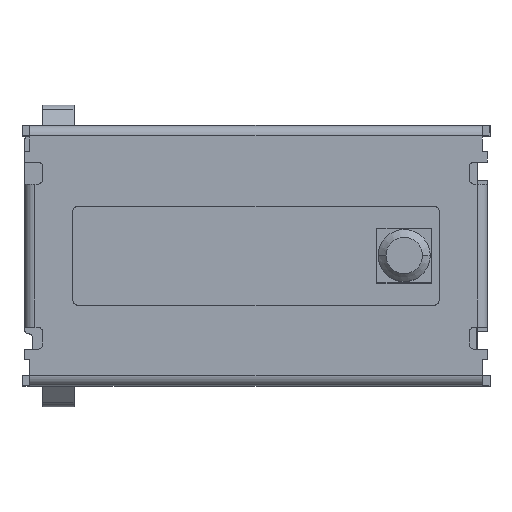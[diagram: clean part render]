
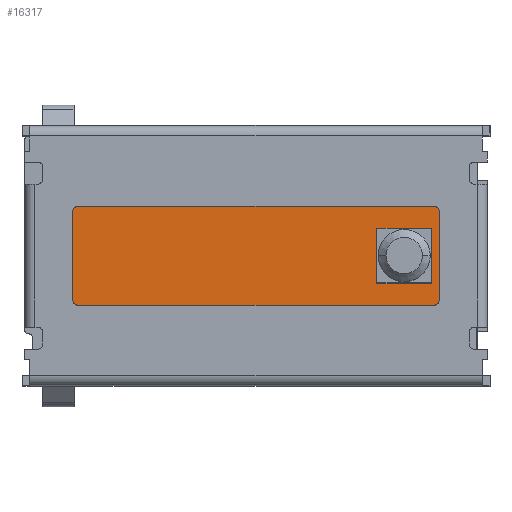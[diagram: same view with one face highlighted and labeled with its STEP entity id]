
A CAD part, top view. The second image highlights one B-rep face of the part: STEP entity #16317.
In plain terms, the highlighted face is planar.
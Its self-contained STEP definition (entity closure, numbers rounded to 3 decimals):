
#2728 = EDGE_CURVE ( 'NONE', #10783, #10626, #12322, .T. ) ;
#2787 = EDGE_CURVE ( 'NONE', #10625, #10619, #12377, .T. ) ;
#2801 = EDGE_CURVE ( 'NONE', #3596, #3582, #12397, .T. ) ;
#2803 = EDGE_CURVE ( 'NONE', #3582, #3544, #12396, .T. ) ;
#2817 = EDGE_CURVE ( 'NONE', #3583, #3596, #12415, .T. ) ;
#2846 = EDGE_CURVE ( 'NONE', #10728, #10503, #12437, .T. ) ;
#2867 = EDGE_CURVE ( 'NONE', #10642, #10783, #12459, .T. ) ;
#2876 = EDGE_CURVE ( 'NONE', #10503, #10625, #12488, .T. ) ;
#2909 = EDGE_CURVE ( 'NONE', #10619, #10642, #12528, .T. ) ;
#3268 = AXIS2_PLACEMENT_3D ( 'NONE', #7385, #7392, #7393 ) ;
#3295 = AXIS2_PLACEMENT_3D ( 'NONE', #7595, #7597, #7598 ) ;
#3356 = AXIS2_PLACEMENT_3D ( 'NONE', #7637, #7646, #7647 ) ;
#3398 = AXIS2_PLACEMENT_3D ( 'NONE', #8238, #8240, #8241 ) ;
#3440 = EDGE_CURVE ( 'NONE', #10658, #10728, #18468, .T. ) ;
#3450 = EDGE_CURVE ( 'NONE', #10626, #10658, #18472, .T. ) ;
#3487 = EDGE_CURVE ( 'NONE', #3544, #3583, #18532, .T. ) ;
#3544 = VERTEX_POINT ( 'NONE', #14882 ) ;
#3582 = VERTEX_POINT ( 'NONE', #14892 ) ;
#3583 = VERTEX_POINT ( 'NONE', #14893 ) ;
#3596 = VERTEX_POINT ( 'NONE', #14899 ) ;
#3765 = CARTESIAN_POINT ( 'NONE',  ( 8.5, 2.5, -4.51 ) ) ;
#3782 = PLANE ( 'NONE',  #17623 ) ;
#3798 = DIRECTION ( 'NONE',  ( 0., -1., 0. ) ) ;
#3800 = DIRECTION ( 'NONE',  ( 1., 0., 0. ) ) ;
#7385 = CARTESIAN_POINT ( 'NONE',  ( -6.85, 2.5, 1.7 ) ) ;
#7392 = DIRECTION ( 'NONE',  ( 0., 1., 0. ) ) ;
#7393 = DIRECTION ( 'NONE',  ( 0., 0., 1. ) ) ;
#7468 = CARTESIAN_POINT ( 'NONE',  ( -6.85, 2.5, -1.9 ) ) ;
#7477 = DIRECTION ( 'NONE',  ( -1., 0., 0. ) ) ;
#7482 = CARTESIAN_POINT ( 'NONE',  ( 6.75, 2.5, -4.51 ) ) ;
#7491 = CARTESIAN_POINT ( 'NONE',  ( 8.5, 2.5, 1.05 ) ) ;
#7492 = DIRECTION ( 'NONE',  ( 0., 0., 1. ) ) ;
#7493 = DIRECTION ( 'NONE',  ( -1., 0., 0. ) ) ;
#7508 = CARTESIAN_POINT ( 'NONE',  ( 8.5, 2.5, -1.05 ) ) ;
#7509 = DIRECTION ( 'NONE',  ( 1., 0., 0. ) ) ;
#7545 = CARTESIAN_POINT ( 'NONE',  ( 7.05, 2.5, 1.7 ) ) ;
#7546 = DIRECTION ( 'NONE',  ( 0., 0., -1. ) ) ;
#7581 = CARTESIAN_POINT ( 'NONE',  ( -7.05, 2.5, 1.7 ) ) ;
#7582 = DIRECTION ( 'NONE',  ( 0., 0., 1. ) ) ;
#7595 = CARTESIAN_POINT ( 'NONE',  ( 6.85, 2.5, -1.7 ) ) ;
#7597 = DIRECTION ( 'NONE',  ( 0., 1., 0. ) ) ;
#7598 = DIRECTION ( 'NONE',  ( 0., 0., 1. ) ) ;
#7637 = CARTESIAN_POINT ( 'NONE',  ( -6.85, 2.5, -1.7 ) ) ;
#7646 = DIRECTION ( 'NONE',  ( 0., 1., 0. ) ) ;
#7647 = DIRECTION ( 'NONE',  ( 0., 0., 1. ) ) ;
#8238 = CARTESIAN_POINT ( 'NONE',  ( 6.85, 2.5, 1.7 ) ) ;
#8240 = DIRECTION ( 'NONE',  ( 0., 1., 0. ) ) ;
#8241 = DIRECTION ( 'NONE',  ( 0., 0., 1. ) ) ;
#8256 = CARTESIAN_POINT ( 'NONE',  ( -6.85, 2.5, 1.9 ) ) ;
#8257 = DIRECTION ( 'NONE',  ( 1., 0., 0. ) ) ;
#8332 = CARTESIAN_POINT ( 'NONE',  ( 4.65, 2.5, -4.51 ) ) ;
#8333 = DIRECTION ( 'NONE',  ( 0., 0., -1. ) ) ;
#10503 = VERTEX_POINT ( 'NONE', #15280 ) ;
#10619 = VERTEX_POINT ( 'NONE', #15396 ) ;
#10625 = VERTEX_POINT ( 'NONE', #15402 ) ;
#10626 = VERTEX_POINT ( 'NONE', #15403 ) ;
#10642 = VERTEX_POINT ( 'NONE', #15419 ) ;
#10658 = VERTEX_POINT ( 'NONE', #15435 ) ;
#10728 = VERTEX_POINT ( 'NONE', #15505 ) ;
#10783 = VERTEX_POINT ( 'NONE', #15560 ) ;
#10813 = EDGE_LOOP ( 'NONE', ( #17338, #17339, #17340, #17341, #17342, #17343, #17344, #17345 ) ) ;
#10816 = EDGE_LOOP ( 'NONE', ( #17346, #17347, #17348, #17349 ) ) ;
#12322 = CIRCLE ( 'NONE', #3268, 0.2 ) ;
#12377 = LINE ( 'NONE', #7468, #12387 ) ;
#12387 = VECTOR ( 'NONE', #7477, 1000. ) ;
#12396 = LINE ( 'NONE', #7491, #12401 ) ;
#12397 = LINE ( 'NONE', #7482, #12399 ) ;
#12399 = VECTOR ( 'NONE', #7492, 1000. ) ;
#12401 = VECTOR ( 'NONE', #7493, 1000. ) ;
#12415 = LINE ( 'NONE', #7508, #12416 ) ;
#12416 = VECTOR ( 'NONE', #7509, 1000. ) ;
#12425 = VECTOR ( 'NONE', #7546, 1000. ) ;
#12437 = LINE ( 'NONE', #7545, #12425 ) ;
#12454 = VECTOR ( 'NONE', #7582, 1000. ) ;
#12459 = LINE ( 'NONE', #7581, #12454 ) ;
#12488 = CIRCLE ( 'NONE', #3295, 0.2 ) ;
#12528 = CIRCLE ( 'NONE', #3356, 0.2 ) ;
#13406 = FACE_BOUND ( 'NONE', #10816, .T. ) ;
#13437 = FACE_OUTER_BOUND ( 'NONE', #10813, .T. ) ;
#14882 = CARTESIAN_POINT ( 'NONE',  ( 4.65, 2.5, 1.05 ) ) ;
#14892 = CARTESIAN_POINT ( 'NONE',  ( 6.75, 2.5, 1.05 ) ) ;
#14893 = CARTESIAN_POINT ( 'NONE',  ( 4.65, 2.5, -1.05 ) ) ;
#14899 = CARTESIAN_POINT ( 'NONE',  ( 6.75, 2.5, -1.05 ) ) ;
#15280 = CARTESIAN_POINT ( 'NONE',  ( 7.05, 2.5, -1.7 ) ) ;
#15396 = CARTESIAN_POINT ( 'NONE',  ( -6.85, 2.5, -1.9 ) ) ;
#15402 = CARTESIAN_POINT ( 'NONE',  ( 6.85, 2.5, -1.9 ) ) ;
#15403 = CARTESIAN_POINT ( 'NONE',  ( -6.85, 2.5, 1.9 ) ) ;
#15419 = CARTESIAN_POINT ( 'NONE',  ( -7.05, 2.5, -1.7 ) ) ;
#15435 = CARTESIAN_POINT ( 'NONE',  ( 6.85, 2.5, 1.9 ) ) ;
#15505 = CARTESIAN_POINT ( 'NONE',  ( 7.05, 2.5, 1.7 ) ) ;
#15560 = CARTESIAN_POINT ( 'NONE',  ( -7.05, 2.5, 1.7 ) ) ;
#16317 = ADVANCED_FACE ( 'NONE', ( #13437, #13406 ), #3782, .F. ) ;
#17338 = ORIENTED_EDGE ( 'NONE', *, *, #2909, .T. ) ;
#17339 = ORIENTED_EDGE ( 'NONE', *, *, #2867, .T. ) ;
#17340 = ORIENTED_EDGE ( 'NONE', *, *, #2728, .T. ) ;
#17341 = ORIENTED_EDGE ( 'NONE', *, *, #3450, .T. ) ;
#17342 = ORIENTED_EDGE ( 'NONE', *, *, #3440, .T. ) ;
#17343 = ORIENTED_EDGE ( 'NONE', *, *, #2846, .T. ) ;
#17344 = ORIENTED_EDGE ( 'NONE', *, *, #2876, .T. ) ;
#17345 = ORIENTED_EDGE ( 'NONE', *, *, #2787, .T. ) ;
#17346 = ORIENTED_EDGE ( 'NONE', *, *, #3487, .T. ) ;
#17347 = ORIENTED_EDGE ( 'NONE', *, *, #2817, .T. ) ;
#17348 = ORIENTED_EDGE ( 'NONE', *, *, #2801, .T. ) ;
#17349 = ORIENTED_EDGE ( 'NONE', *, *, #2803, .T. ) ;
#17623 = AXIS2_PLACEMENT_3D ( 'NONE', #3765, #3798, #3800 ) ;
#18468 = CIRCLE ( 'NONE', #3398, 0.2 ) ;
#18472 = LINE ( 'NONE', #8256, #18473 ) ;
#18473 = VECTOR ( 'NONE', #8257, 1000. ) ;
#18532 = LINE ( 'NONE', #8332, #18538 ) ;
#18538 = VECTOR ( 'NONE', #8333, 1000. ) ;
